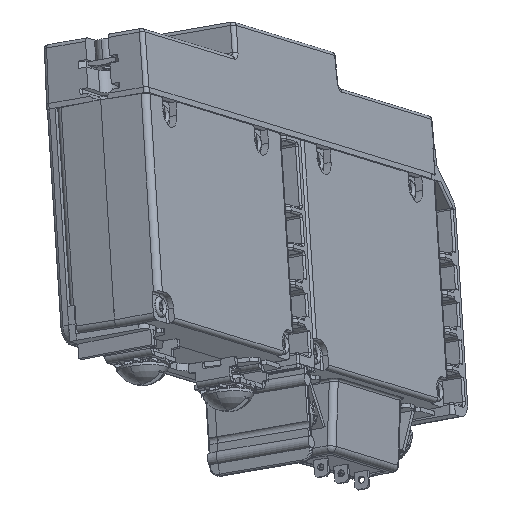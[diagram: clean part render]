
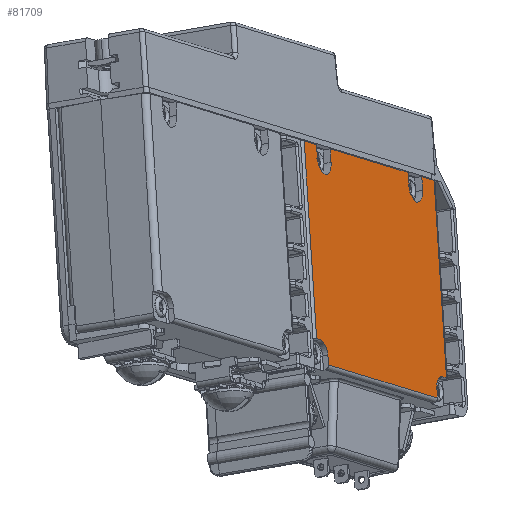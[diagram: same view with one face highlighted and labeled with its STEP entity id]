
A CAD part, front view. The second image highlights one B-rep face of the part: STEP entity #81709.
In plain terms, the highlighted planar face has unit normal (0.873, -0.465, 0.15).
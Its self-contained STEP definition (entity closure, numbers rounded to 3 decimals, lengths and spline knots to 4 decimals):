
#3872=DIRECTION('',(0.484,0.862,-0.147));
#3873=VECTOR('',#3872,1.59);
#3874=CARTESIAN_POINT('',(5.8303,1.4196,-2.4468));
#3875=LINE('',#3874,#3873);
#3890=DIRECTION('',(-0.484,-0.862,0.147));
#3891=VECTOR('',#3890,0.1794);
#3892=CARTESIAN_POINT('',(5.7455,1.7647,
-0.89));
#3893=LINE('',#3892,#3891);
#3894=DIRECTION('',(0.061,-0.202,-0.978));
#3895=VECTOR('',#3894,0.0985);
#3896=CARTESIAN_POINT('',(5.7455,1.7647,
-0.89));
#3897=LINE('',#3896,#3895);
#3898=CARTESIAN_POINT('',(5.8,1.831,-1.0011));
#3899=DIRECTION('',(0.873,-0.465,0.15));
#3900=DIRECTION('',(-0.484,-0.862,0.147));
#3901=AXIS2_PLACEMENT_3D('',#3898,#3899,#3900);
#3903=DIRECTION('',(0.061,-0.202,-0.978));
#3904=VECTOR('',#3903,0.0985);
#3905=CARTESIAN_POINT('',(5.8424,1.9371,
-0.9195));
#3906=LINE('',#3905,#3904);
#3907=DIRECTION('',(-0.484,-0.862,0.147));
#3908=VECTOR('',#3907,1.136);
#3909=CARTESIAN_POINT('',(6.3927,2.9167,-1.087));
#3910=LINE('',#3909,#3908);
#3911=DIRECTION('',(0.061,-0.202,-0.978));
#3912=VECTOR('',#3911,0.0985);
#3913=CARTESIAN_POINT('',(6.3927,2.9167,-1.087));
#3914=LINE('',#3913,#3912);
#3915=CARTESIAN_POINT('',(6.4472,2.9831,-1.1981));
#3916=DIRECTION('',(0.873,-0.465,0.15));
#3917=DIRECTION('',(-0.484,-0.862,0.147));
#3918=AXIS2_PLACEMENT_3D('',#3915,#3916,#3917);
#3920=DIRECTION('',(0.061,-0.202,-0.978));
#3921=VECTOR('',#3920,0.0985);
#3922=CARTESIAN_POINT('',(6.4896,3.0892,-1.1165));
#3923=LINE('',#3922,#3921);
#3924=DIRECTION('',(-0.484,-0.862,0.147));
#3925=VECTOR('',#3924,0.1794);
#3926=CARTESIAN_POINT('',(6.5765,3.2439,-1.1429));
#3927=LINE('',#3926,#3925);
#3928=DIRECTION('',(0.484,0.862,-0.147));
#3929=VECTOR('',#3928,0.0544);
#3930=CARTESIAN_POINT('',(6.6377,2.909,-2.5314));
#3931=LINE('',#3930,#3929);
#3932=CARTESIAN_POINT('',(6.6437,2.8893,-2.6272));
#3933=DIRECTION('',(0.873,-0.465,0.15));
#3934=DIRECTION('',(-0.061,0.202,0.978));
#3935=AXIS2_PLACEMENT_3D('',#3932,#3933,#3934);
#3937=DIRECTION('',(-0.061,0.202,0.978));
#3938=VECTOR('',#3937,0.0701);
#3939=CARTESIAN_POINT('',(6.6005,2.7907,-2.6813));
#3940=LINE('',#3939,#3938);
#3941=DIRECTION('',(-0.061,0.202,0.978));
#3942=VECTOR('',#3941,0.0701);
#3943=CARTESIAN_POINT('',(5.8303,1.4196,-2.4468));
#3944=LINE('',#3943,#3942);
#3945=CARTESIAN_POINT('',(5.7785,1.3492,-2.3639));
#3946=DIRECTION('',(0.873,-0.465,0.15));
#3947=DIRECTION('',(0.484,0.862,-0.147));
#3948=AXIS2_PLACEMENT_3D('',#3945,#3946,#3947);
#3950=DIRECTION('',(-0.484,-0.862,0.147));
#3951=VECTOR('',#3950,0.0544);
#3952=CARTESIAN_POINT('',(5.7725,1.3689,-2.2681));
#3953=LINE('',#3952,#3951);
#3973=DIRECTION('',(0.061,-0.202,-0.978));
#3974=VECTOR('',#3973,1.4285);
#3975=CARTESIAN_POINT('',(5.6586,1.61,
-0.8636));
#3976=LINE('',#3975,#3974);
#37823=DIRECTION('',(-0.061,0.202,0.978));
#37824=VECTOR('',#37823,1.4285);
#37825=CARTESIAN_POINT('',(6.664,2.9559,
-2.5394));
#37826=LINE('',#37825,#37824);
#69170=CARTESIAN_POINT('',(6.3988,2.8969,
-1.1833));
#69171=CARTESIAN_POINT('',(6.4956,3.0693,
-1.2128));
#69172=VERTEX_POINT('',#69170);
#69173=VERTEX_POINT('',#69171);
#69174=CARTESIAN_POINT('',(5.7516,1.7448,
-0.9864));
#69175=CARTESIAN_POINT('',(5.8485,1.9173,
-1.0159));
#69176=VERTEX_POINT('',#69174);
#69177=VERTEX_POINT('',#69175);
#69178=CARTESIAN_POINT('',(6.6377,2.909,
-2.5314));
#69179=CARTESIAN_POINT('',(6.5962,2.8048,
-2.6128));
#69180=VERTEX_POINT('',#69178);
#69181=VERTEX_POINT('',#69179);
#69182=CARTESIAN_POINT('',(5.826,1.4337,
-2.3783));
#69183=CARTESIAN_POINT('',(5.7725,1.3689,
-2.2681));
#69184=VERTEX_POINT('',#69182);
#69185=VERTEX_POINT('',#69183);
#69240=CARTESIAN_POINT('',(6.4896,3.0892,
-1.1165));
#69241=VERTEX_POINT('',#69240);
#69242=CARTESIAN_POINT('',(6.3927,2.9167,
-1.087));
#69243=VERTEX_POINT('',#69242);
#69244=CARTESIAN_POINT('',(5.8424,1.9371,
-0.9195));
#69245=VERTEX_POINT('',#69244);
#69246=CARTESIAN_POINT('',(5.7455,1.7647,
-0.89));
#69247=VERTEX_POINT('',#69246);
#69350=CARTESIAN_POINT('',(5.6586,1.61,
-0.8636));
#69351=CARTESIAN_POINT('',(5.7462,1.3221,
-2.2601));
#69352=VERTEX_POINT('',#69350);
#69353=VERTEX_POINT('',#69351);
#69355=CARTESIAN_POINT('',(5.8303,1.4196,
-2.4468));
#69356=CARTESIAN_POINT('',(6.6005,2.7907,
-2.6813));
#69357=VERTEX_POINT('',#69355);
#69358=VERTEX_POINT('',#69356);
#69363=CARTESIAN_POINT('',(6.664,2.9559,
-2.5394));
#69364=CARTESIAN_POINT('',(6.5765,3.2439,
-1.1429));
#69365=VERTEX_POINT('',#69363);
#69366=VERTEX_POINT('',#69364);
#81668=CARTESIAN_POINT('',(6.2332,2.5867,
-1.1809));
#81669=DIRECTION('',(-0.873,0.465,-0.15));
#81670=DIRECTION('',(-0.484,-0.862,0.147));
#81671=AXIS2_PLACEMENT_3D('',#81668,#81669,#81670);
#81672=PLANE('',#81671);
#81674=ORIENTED_EDGE('',*,*,#81673,.F.);
#81676=ORIENTED_EDGE('',*,*,#81675,.F.);
#81678=ORIENTED_EDGE('',*,*,#81677,.T.);
#81680=ORIENTED_EDGE('',*,*,#81679,.T.);
#81682=ORIENTED_EDGE('',*,*,#81681,.F.);
#81684=ORIENTED_EDGE('',*,*,#81683,.F.);
#81686=ORIENTED_EDGE('',*,*,#81685,.T.);
#81688=ORIENTED_EDGE('',*,*,#81687,.T.);
#81690=ORIENTED_EDGE('',*,*,#81689,.F.);
#81692=ORIENTED_EDGE('',*,*,#81691,.F.);
#81694=ORIENTED_EDGE('',*,*,#81693,.F.);
#81696=ORIENTED_EDGE('',*,*,#81695,.F.);
#81698=ORIENTED_EDGE('',*,*,#81697,.T.);
#81699=ORIENTED_EDGE('',*,*,#81647,.F.);
#81700=ORIENTED_EDGE('',*,*,#81659,.F.);
#81702=ORIENTED_EDGE('',*,*,#81701,.T.);
#81704=ORIENTED_EDGE('',*,*,#81703,.T.);
#81706=ORIENTED_EDGE('',*,*,#81705,.T.);
#81707=EDGE_LOOP('',(#81674,#81676,#81678,#81680,#81682,#81684,#81686,#81688,
#81690,#81692,#81694,#81696,#81698,#81699,#81700,#81702,#81704,#81706));
#81708=FACE_OUTER_BOUND('',#81707,.F.);
#3902=CIRCLE('',#3901,0.1);
#3919=CIRCLE('',#3918,0.1);
#3936=CIRCLE('',#3935,0.098);
#3949=CIRCLE('',#3948,0.098);
#81647=EDGE_CURVE('',#69358,#69181,#3940,.T.);
#81659=EDGE_CURVE('',#69357,#69358,#3875,.T.);
#81673=EDGE_CURVE('',#69352,#69353,#3976,.T.);
#81675=EDGE_CURVE('',#69247,#69352,#3893,.T.);
#81677=EDGE_CURVE('',#69247,#69176,#3897,.T.);
#81679=EDGE_CURVE('',#69176,#69177,#3902,.T.);
#81681=EDGE_CURVE('',#69245,#69177,#3906,.T.);
#81683=EDGE_CURVE('',#69243,#69245,#3910,.T.);
#81685=EDGE_CURVE('',#69243,#69172,#3914,.T.);
#81687=EDGE_CURVE('',#69172,#69173,#3919,.T.);
#81689=EDGE_CURVE('',#69241,#69173,#3923,.T.);
#81691=EDGE_CURVE('',#69366,#69241,#3927,.T.);
#81693=EDGE_CURVE('',#69365,#69366,#37826,.T.);
#81695=EDGE_CURVE('',#69180,#69365,#3931,.T.);
#81697=EDGE_CURVE('',#69180,#69181,#3936,.T.);
#81701=EDGE_CURVE('',#69357,#69184,#3944,.T.);
#81703=EDGE_CURVE('',#69184,#69185,#3949,.T.);
#81705=EDGE_CURVE('',#69185,#69353,#3953,.T.);
#81709=ADVANCED_FACE('',(#81708),#81672,.F.);
